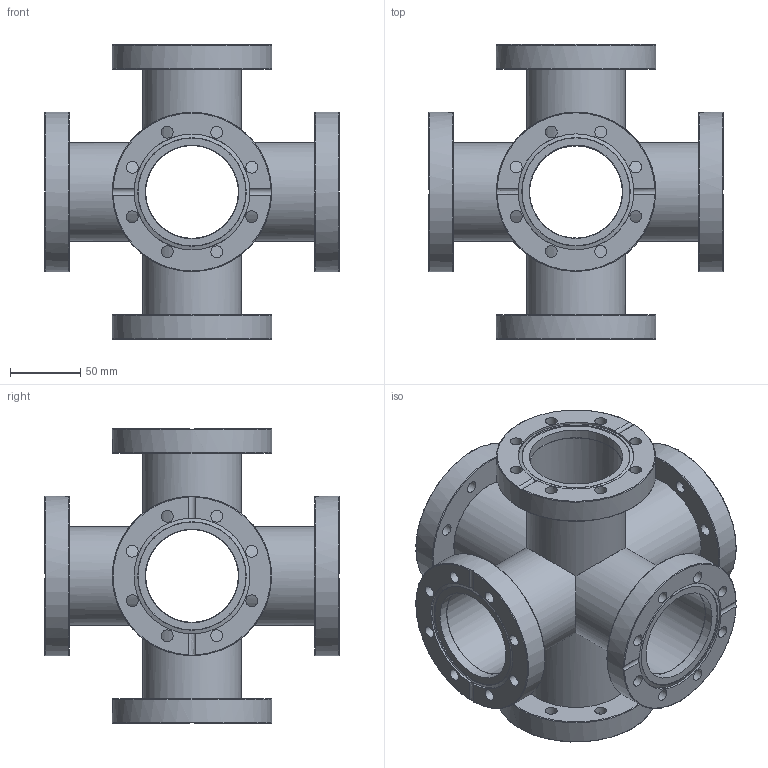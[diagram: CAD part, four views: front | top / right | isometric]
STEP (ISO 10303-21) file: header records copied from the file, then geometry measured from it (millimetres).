
FILE_DESCRIPTION((''),'2;1');
FILE_NAME('XX63RS-304.stp','2009-04-30T15:26:57',('hasers'),(''),'Autodesk Inventor 2008','Autodesk Inventor 2008','');
FILE_SCHEMA(('AUTOMOTIVE_DESIGN { 1 0 10303 214 1 1 1 1 }'));
Length unit declared in the file: millimetre
Products named in the file (10): XX63RS-304; Rohre [Subject [Summary]=2x45°][Keywords [Summary]=1.4301][Title [Summary]=70x2,0 (0,5m)]_1; Rohre [Subject [Summary]=2x45°][Keywords [Summary]=1.4301][Title [Summary]=70x2,0 (0,5m)]_2; Rohre [Subject [Summary]=2x45°][Keywords [Summary]=1.4301][Title [Summary]=70x2,0 (0,5m)]_3; Rohre [Subject [Summary]=2x45°][Keywords [Summary]=1.4301][Title [Summary]=70x2,0 (0,5m)]_4; Rohre [Subject [Summary]=2x45°][Keywords [Summary]=1.4301][Title [Summary]=70x2,0 (0,5m)]_5; Rohre [Subject [Summary]=2x45°][Keywords [Summary]=1.4301][Title [Summary]=70x2,0 (0,5m)]_6; CF-07 [Keywords [Summary]=1.4301][Company [Summary]=Vacom][Title [Summary]=F63B70]; CF-R [Subject [Summary]=-304][Title [Summary]=F63RIB70]; CF-R [Subject [Summary]=-304][Title [Summary]=F63RO]
Assembly tree (15 placements, depth 2):
  XX63RS-304
    Rohre [Subject [Summary]=2x45°][Keywords [Summary]=1.4301][Title [Summary]=70x2,0 (0,5m)]_1
    Rohre [Subject [Summary]=2x45°][Keywords [Summary]=1.4301][Title [Summary]=70x2,0 (0,5m)]_2
    Rohre [Subject [Summary]=2x45°][Keywords [Summary]=1.4301][Title [Summary]=70x2,0 (0,5m)]_3
    Rohre [Subject [Summary]=2x45°][Keywords [Summary]=1.4301][Title [Summary]=70x2,0 (0,5m)]_4
    Rohre [Subject [Summary]=2x45°][Keywords [Summary]=1.4301][Title [Summary]=70x2,0 (0,5m)]_5
    Rohre [Subject [Summary]=2x45°][Keywords [Summary]=1.4301][Title [Summary]=70x2,0 (0,5m)]_6
    CF-07 [Keywords [Summary]=1.4301][Company [Summary]=Vacom][Title [Summary]=F63B70]  x3
    CF-R [Subject [Summary]=-304][Title [Summary]=F63RIB70]  x3
    CF-R [Subject [Summary]=-304][Title [Summary]=F63RO]  x3
Bounding box: 210 x 210 x 210 mm (x, y, z)
Volume: 771664.5 mm3; surface area: 355510.1 mm2
Topology: 15 solids, 15 shells, 222 faces, 591 edges, 399 vertices
Faces by surface type: bspline 72, plane 60, cylinder 42, torus 33, cone 15
Full cylindrical faces by diameter (mm): 66 x6, 66.5 x3, 70 x6, 70.3 x3, 82.4 x3, 82.5 x3, 83.2 x3, 113.5 x6
Entity records: 3585 total; most frequent: CARTESIAN_POINT 1067, DIRECTION 506, ORIENTED_EDGE 364, AXIS2_PLACEMENT_3D 237, EDGE_LOOP 200, EDGE_CURVE 182, VERTEX_POINT 146, FACE_OUTER_BOUND 102
